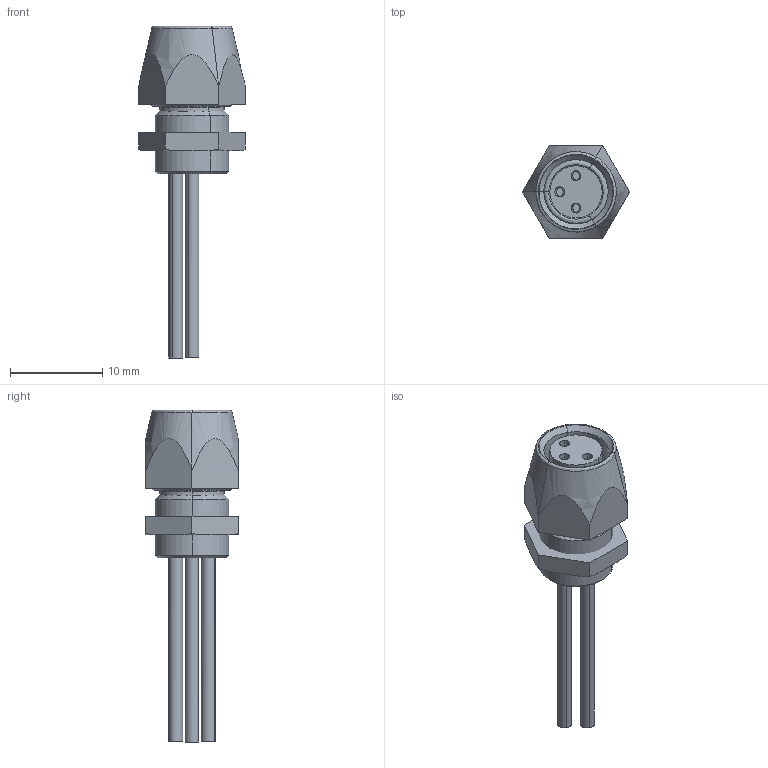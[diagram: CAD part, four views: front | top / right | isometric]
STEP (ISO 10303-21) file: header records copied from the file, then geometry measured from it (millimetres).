
FILE_DESCRIPTION(('CATIA V5 STEP Exchange','CAx-IF Rec.Pracs.--- Model Styling and Organization---1.4--- 2014-01-23'),'2;1');
FILE_NAME ('023957-4_0', '2020-05-18T07:14:40+00:00', ('none'), ('Weidmueller'), 'CATIA Version 5-6 Release 2016 SP3 HF44', 'CATIA V5 STEP AP214', 'none');
FILE_SCHEMA(('AUTOMOTIVE_DESIGN { 1 0 10303 214 1 1 1 1 }'));
Length unit declared in the file: millimetre
Products named in the file (1): 1856130000
Bounding box: 11.55 x 10 x 35.9 mm (x, y, z)
Volume: 915.8 mm3; surface area: 2117.9 mm2
Topology: 14 solids, 14 shells, 309 faces, 765 edges, 494 vertices
Faces by surface type: bspline 234, plane 69, cylinder 6
Entity records: 10645 total; most frequent: CARTESIAN_POINT 6032, ORIENTED_EDGE 1530, EDGE_CURVE 765, VERTEX_POINT 494, EDGE_LOOP 333, ADVANCED_FACE 309, FACE_OUTER_BOUND 309, B_SPLINE_CURVE_WITH_KNOTS 263
